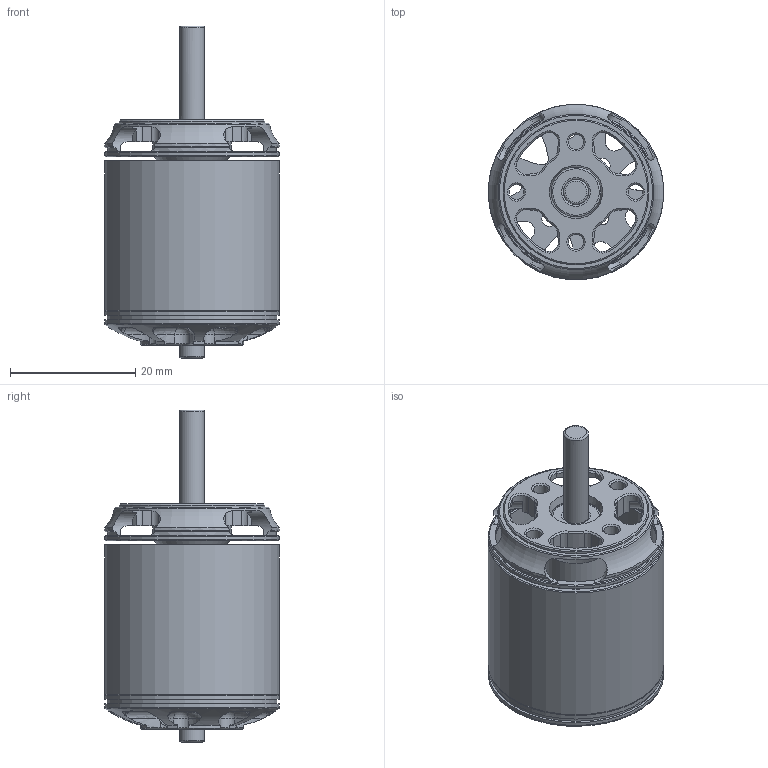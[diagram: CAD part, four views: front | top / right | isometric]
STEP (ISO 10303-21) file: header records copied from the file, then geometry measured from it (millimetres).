
FILE_DESCRIPTION(/* description */ (''),/* implementation_level */ '2;1');
FILE_NAME(/* name */ 'D2836EVO v1.step',/* time_stamp */ '2024-01-24T18:13:51-05:00',/* author */ (''),/* organization */ (''),/* preprocessor_version */ 'ST-DEVELOPER v20',/* originating_system */ 'Autodesk Translation Framework v12.14.0.127',/* authorisation */ '');
FILE_SCHEMA (('AUTOMOTIVE_DESIGN { 1 0 10303 214 3 1 1 }'));
Length unit declared in the file: millimetre
Products named in the file (2): D2836EVO; evo2836
Assembly tree (1 placements, depth 2):
  D2836EVO
    evo2836
Bounding box: 28 x 28 x 53 mm (x, y, z)
Volume: 6897 mm3; surface area: 10893 mm2
Topology: 5 solids, 7 shells, 389 faces, 1123 edges, 726 vertices
Faces by surface type: cylinder 162, cone 90, plane 64, bspline 37, torus 27, sphere 9
Full cylindrical faces by diameter (mm): 1.9 x3, 2.05 x1, 2.4 x6, 2.5 x1, 4 x3, 6.4 x1, 8 x3, 10 x1, 12.6 x1, 22.404 x1, 23.3 x1, 23.404 x1, 25.8 x1, 26 x1, 26.004 x1, 27.2 x1, 28 x4
Entity records: 16892 total; most frequent: CARTESIAN_POINT 6740, ORIENTED_EDGE 2231, DIRECTION 2067, EDGE_CURVE 1123, AXIS2_PLACEMENT_3D 874, VERTEX_POINT 726, CIRCLE 490, EDGE_LOOP 432
